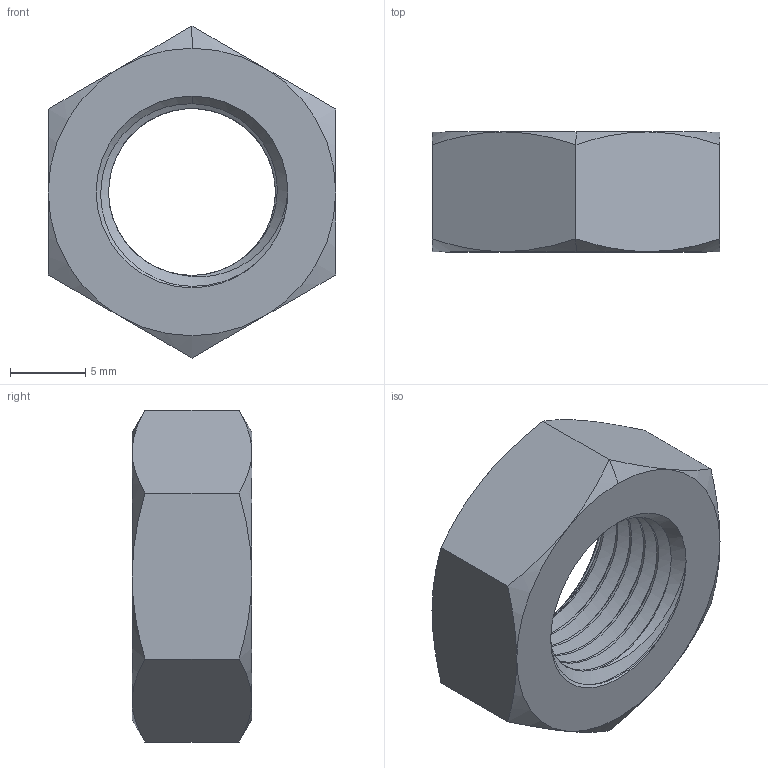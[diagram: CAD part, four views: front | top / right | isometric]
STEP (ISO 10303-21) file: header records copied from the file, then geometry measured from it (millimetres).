
FILE_DESCRIPTION (( 'STEP AP203' ), '1' );
FILE_NAME ('92053A130_High-Strength Steel Thin Hex Nuts--Grade 8.STEP', '2021-07-09T03:21:23', ( 'Administrator' ), ( 'Managed by Terraform' ), 'SwSTEP 2.0', 'SolidWorks 2017', '' );
FILE_SCHEMA (( 'CONFIG_CONTROL_DESIGN' ));
Length unit declared in the file: inch
Products named in the file (1): 92053A130_High-Strength Steel Thin Hex Nuts--Grade 8
Bounding box: 19.05 x 7.94 x 22 mm (x, y, z)
Volume: 1590.5 mm3; surface area: 1378.4 mm2
Topology: 1 solids, 1 shells, 46 faces, 113 edges, 69 vertices
Faces by surface type: cone 21, cylinder 14, plane 8, bspline 3
Entity records: 2676 total; most frequent: CARTESIAN_POINT 1669, ORIENTED_EDGE 226, DIRECTION 156, EDGE_CURVE 113, VERTEX_POINT 69, AXIS2_PLACEMENT_3D 65, EDGE_LOOP 48, FACE_OUTER_BOUND 46
